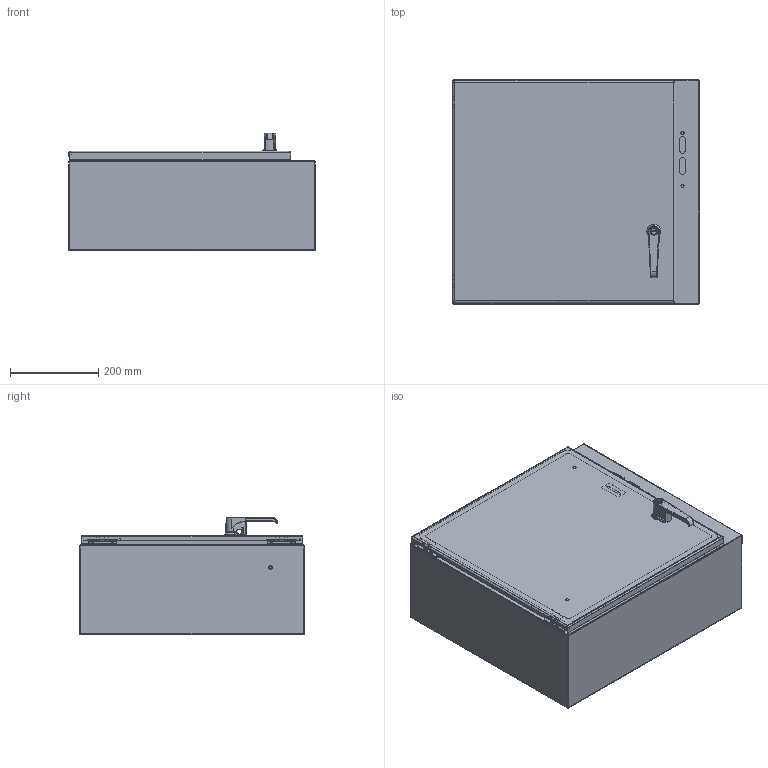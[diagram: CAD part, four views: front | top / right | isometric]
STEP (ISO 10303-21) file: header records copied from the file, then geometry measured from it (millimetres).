
FILE_DESCRIPTION (( 'STEP AP214' ), '1' );
FILE_NAME ('N412202208CDSSA.STEP', '2020-02-28T21:49:14', ( '' ), ( '' ), 'SwSTEP 2.0', 'SolidWorks 2019', '' );
FILE_SCHEMA (( 'AUTOMOTIVE_DESIGN' ));
Length unit declared in the file: inch
Products named in the file (1): N412202208CDSSA
Bounding box: 558.8 x 508 x 265.83 mm (x, y, z)
Volume: 1963241.7 mm3; surface area: 2360378.4 mm2
Topology: 61 solids, 61 shells, 2081 faces, 5125 edges, 3187 vertices
Faces by surface type: plane 813, cylinder 739, cone 245, bspline 198, torus 70, sphere 16
Full cylindrical faces by diameter (mm): 2.362 x4, 2.6 x1, 3.175 x2, 3.317 x68, 3.683 x4, 3.861 x4, 3.962 x4, 4.166 x68, 4.25 x5, 4.366 x4, 4.572 x4, 4.762 x4, 4.826 x4, 4.978 x2, 5 x3, 5.1 x1, 5.359 x2, 5.5 x1, 5.6 x1, 5.715 x4, 5.8 x1, 6.35 x12, 6.502 x4, 6.985 x4, 7.144 x2, 7.62 x8, 7.798 x1, 7.937 x2, 8.128 x7, 8.382 x2
Entity records: 76798 total; most frequent: CARTESIAN_POINT 32173, DIRECTION 8662, ORIENTED_EDGE 8582, EDGE_CURVE 4291, AXIS2_PLACEMENT_3D 3279, VERTEX_POINT 2901, EDGE_LOOP 2788, FACE_OUTER_BOUND 2389
